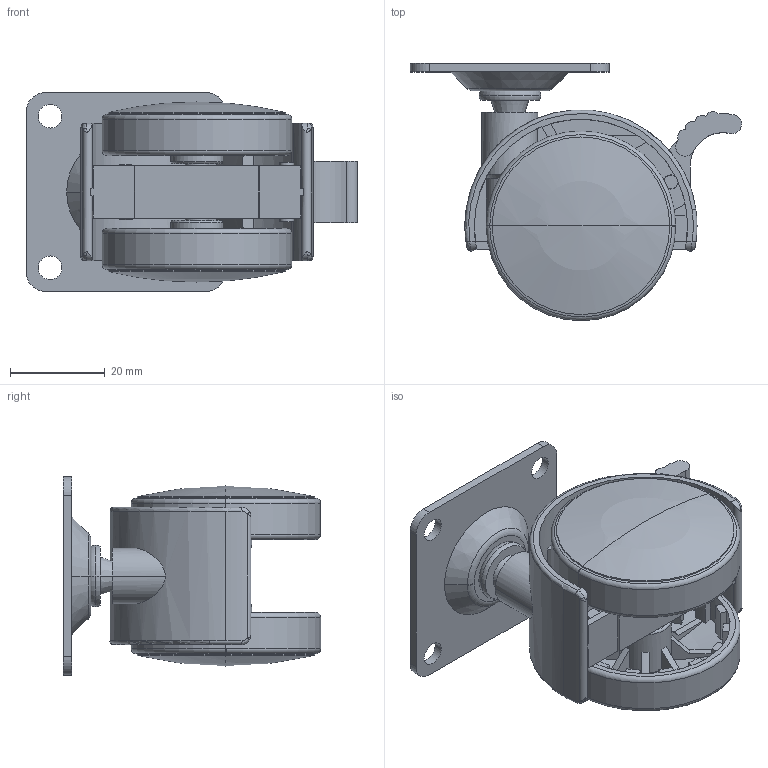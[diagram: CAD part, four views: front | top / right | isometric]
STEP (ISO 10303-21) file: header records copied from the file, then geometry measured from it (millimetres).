
FILE_DESCRIPTION(('STEP AP203'),'1');
FILE_NAME('f85_040_pl.stp','2023-03-01T18:21:54',('TraceParts'),('TraceParts S.A.'),'Spatial InterOp 3D',' ',' ');
FILE_SCHEMA(('CONFIG_CONTROL_DESIGN'));
Length unit declared in the file: millimetre
Products named in the file (1): 1
Bounding box: 69.91 x 54.3 x 42 mm (x, y, z)
Volume: 28662.3 mm3; surface area: 28390.5 mm2
Topology: 10 solids, 10 shells, 593 faces, 1588 edges, 1016 vertices
Faces by surface type: plane 272, cylinder 161, cone 70, torus 54, sphere 24, bspline 12
Entity records: 21064 total; most frequent: CARTESIAN_POINT 5693, DIRECTION 3456, ORIENTED_EDGE 3144, EDGE_CURVE 1572, AXIS2_PLACEMENT_3D 1371, VERTEX_POINT 1016, CIRCLE 780, LINE 714
